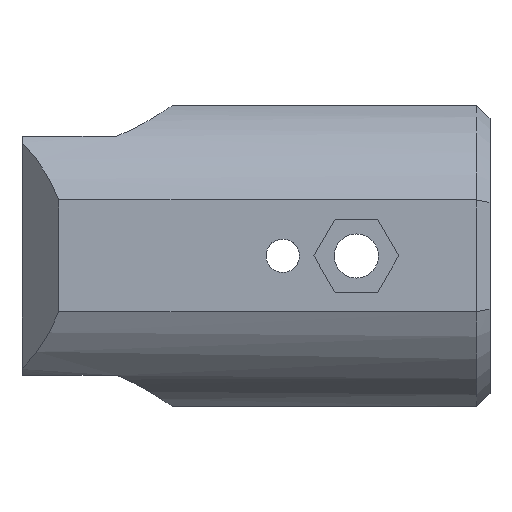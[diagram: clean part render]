
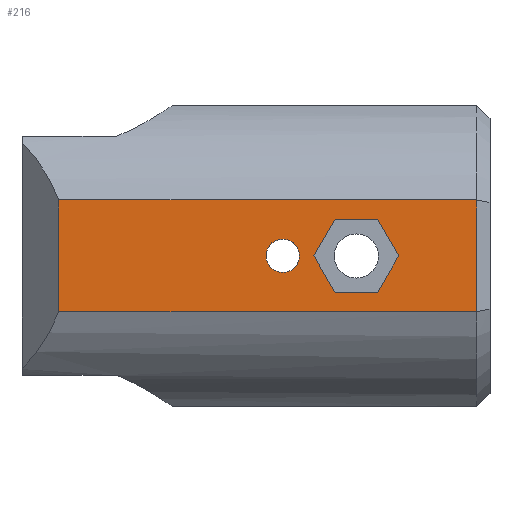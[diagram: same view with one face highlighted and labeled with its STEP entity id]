
A CAD part, top view. The second image highlights one B-rep face of the part: STEP entity #216.
In plain terms, the highlighted planar face has unit normal (0, 0, 1).
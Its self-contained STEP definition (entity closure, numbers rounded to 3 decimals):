
#84=CARTESIAN_POINT('',(-48.5,0.,22.5));
#85=VERTEX_POINT('',#84);
#86=CARTESIAN_POINT('',(-51.,0.,22.5));
#87=DIRECTION('',(0.0,0.0,1.0));
#88=DIRECTION('',(1.0,0.0,0.0));
#89=AXIS2_PLACEMENT_3D('',#86,#87,#88);
#90=CIRCLE('',#89,2.5);
#91=EDGE_CURVE('',#85,#85,#90,.T.);
#124=CARTESIAN_POINT('',(-90.0,8.352,22.5));
#125=DIRECTION('',(0.0,0.0,-1.0));
#126=DIRECTION('',(-1.0,0.0,0.0));
#127=AXIS2_PLACEMENT_3D('',#124,#125,#126);
#128=PLANE('',#127);
#129=CARTESIAN_POINT('',(-84.5,-8.352,22.5));
#130=VERTEX_POINT('',#129);
#131=CARTESIAN_POINT('',(-22.,-8.352,22.5));
#132=VERTEX_POINT('',#131);
#133=CARTESIAN_POINT('',(-84.5,-8.352,22.5));
#134=DIRECTION('',(1.0,0.0,0.0));
#135=VECTOR('',#134,62.5);
#136=LINE('',#133,#135);
#137=EDGE_CURVE('',#130,#132,#136,.T.);
#138=ORIENTED_EDGE('',*,*,#137,.T.);
#139=CARTESIAN_POINT('',(-22.,8.352,22.5));
#140=VERTEX_POINT('',#139);
#141=CARTESIAN_POINT('',(-22.,-8.352,22.5));
#142=DIRECTION('',(0.0,1.0,0.0));
#143=VECTOR('',#142,16.703);
#144=LINE('',#141,#143);
#145=EDGE_CURVE('',#132,#140,#144,.T.);
#146=ORIENTED_EDGE('',*,*,#145,.T.);
#147=CARTESIAN_POINT('',(-84.5,8.352,22.5));
#148=VERTEX_POINT('',#147);
#149=CARTESIAN_POINT('',(-84.5,8.352,22.5));
#150=DIRECTION('',(1.0,0.0,0.0));
#151=VECTOR('',#150,62.5);
#152=LINE('',#149,#151);
#153=EDGE_CURVE('',#148,#140,#152,.T.);
#154=ORIENTED_EDGE('',*,*,#153,.F.);
#155=CARTESIAN_POINT('',(-84.5,-8.352,22.5));
#156=DIRECTION('',(0.0,1.0,0.0));
#157=VECTOR('',#156,16.703);
#158=LINE('',#155,#157);
#159=EDGE_CURVE('',#130,#148,#158,.T.);
#160=ORIENTED_EDGE('',*,*,#159,.F.);
#161=EDGE_LOOP('',(#138,#146,#154,#160));
#162=FACE_OUTER_BOUND('',#161,.T.);
#163=CARTESIAN_POINT('',(-33.649,0.,22.5));
#164=VERTEX_POINT('',#163);
#165=CARTESIAN_POINT('',(-36.825,-5.5,22.5));
#166=VERTEX_POINT('',#165);
#167=CARTESIAN_POINT('',(-33.649,0.,22.5));
#168=DIRECTION('',(-0.5,-0.866,0.0));
#169=VECTOR('',#168,6.351);
#170=LINE('',#167,#169);
#171=EDGE_CURVE('',#164,#166,#170,.T.);
#172=ORIENTED_EDGE('',*,*,#171,.T.);
#173=CARTESIAN_POINT('',(-43.175,-5.5,22.5));
#174=VERTEX_POINT('',#173);
#175=CARTESIAN_POINT('',(-36.825,-5.5,22.5));
#176=DIRECTION('',(-1.0,0.0,0.0));
#177=VECTOR('',#176,6.351);
#178=LINE('',#175,#177);
#179=EDGE_CURVE('',#166,#174,#178,.T.);
#180=ORIENTED_EDGE('',*,*,#179,.T.);
#181=CARTESIAN_POINT('',(-46.351,0.,22.5));
#182=VERTEX_POINT('',#181);
#183=CARTESIAN_POINT('',(-43.175,-5.5,22.5));
#184=DIRECTION('',(-0.5,0.866,0.0));
#185=VECTOR('',#184,6.351);
#186=LINE('',#183,#185);
#187=EDGE_CURVE('',#174,#182,#186,.T.);
#188=ORIENTED_EDGE('',*,*,#187,.T.);
#189=CARTESIAN_POINT('',(-43.175,5.5,22.5));
#190=VERTEX_POINT('',#189);
#191=CARTESIAN_POINT('',(-46.351,0.,22.5));
#192=DIRECTION('',(0.5,0.866,0.0));
#193=VECTOR('',#192,6.351);
#194=LINE('',#191,#193);
#195=EDGE_CURVE('',#182,#190,#194,.T.);
#196=ORIENTED_EDGE('',*,*,#195,.T.);
#197=CARTESIAN_POINT('',(-36.825,5.5,22.5));
#198=VERTEX_POINT('',#197);
#199=CARTESIAN_POINT('',(-43.175,5.5,22.5));
#200=DIRECTION('',(1.0,0.0,0.0));
#201=VECTOR('',#200,6.351);
#202=LINE('',#199,#201);
#203=EDGE_CURVE('',#190,#198,#202,.T.);
#204=ORIENTED_EDGE('',*,*,#203,.T.);
#205=CARTESIAN_POINT('',(-36.825,5.5,22.5));
#206=DIRECTION('',(0.5,-0.866,0.0));
#207=VECTOR('',#206,6.351);
#208=LINE('',#205,#207);
#209=EDGE_CURVE('',#198,#164,#208,.T.);
#210=ORIENTED_EDGE('',*,*,#209,.T.);
#211=EDGE_LOOP('',(#172,#180,#188,#196,#204,#210));
#212=FACE_BOUND('',#211,.T.);
#213=ORIENTED_EDGE('',*,*,#91,.F.);
#214=EDGE_LOOP('',(#213));
#215=FACE_BOUND('',#214,.T.);
#216=ADVANCED_FACE('',(#162,#212,#215),#128,.F.);
